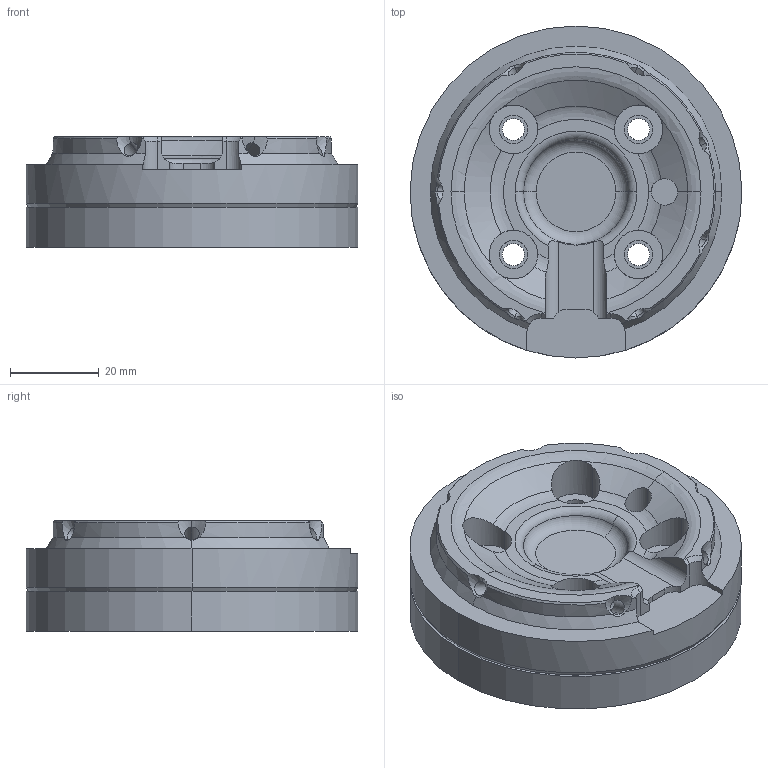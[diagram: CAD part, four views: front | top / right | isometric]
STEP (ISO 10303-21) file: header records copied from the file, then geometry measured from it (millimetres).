
FILE_DESCRIPTION (( 'STEP AP214' ), '1' );
FILE_NAME ('C064-A152.STEP', '2019-02-06T16:37:51', ( '' ), ( '' ), 'SwSTEP 2.0', 'SolidWorks 2017', '' );
FILE_SCHEMA (( 'AUTOMOTIVE_DESIGN' ));
Length unit declared in the file: millimetre
Products named in the file (1): C064-A152
Bounding box: 75 x 75 x 25 mm (x, y, z)
Surface area: 22588.2 mm2 (no closed solid volume)
Topology: 0 solids, 2 shells, 159 faces, 460 edges, 293 vertices
Faces by surface type: cylinder 81, cone 43, plane 22, torus 13
Entity records: 7659 total; most frequent: CARTESIAN_POINT 1743, DIRECTION 880, ORIENTED_EDGE 866, EDGE_CURVE 452, AXIS2_PLACEMENT_3D 374, VERTEX_POINT 293, CIRCLE 214, EDGE_LOOP 186
